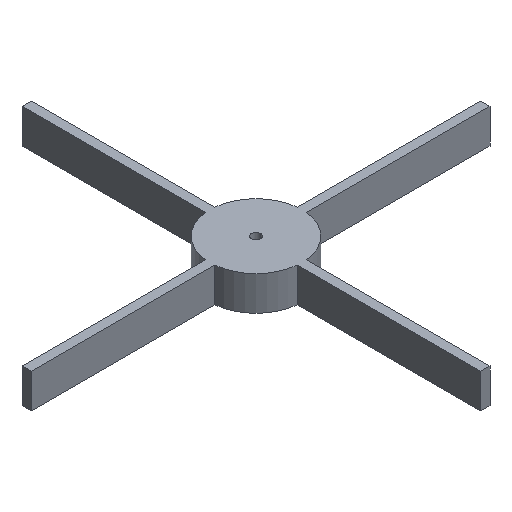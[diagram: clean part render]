
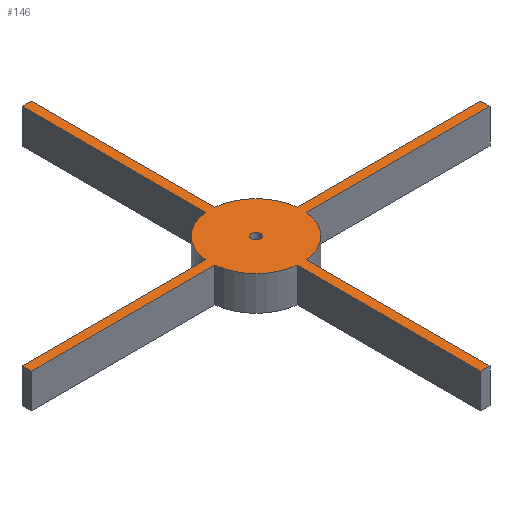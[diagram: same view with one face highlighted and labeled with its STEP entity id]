
A CAD part, isometric view. The second image highlights one B-rep face of the part: STEP entity #146.
In plain terms, the highlighted planar face has unit normal (0, 0, 1).
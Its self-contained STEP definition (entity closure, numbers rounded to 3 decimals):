
#1 = VECTOR ( 'NONE', #239, 1000. ) ;
#2 = DIRECTION ( 'NONE',  ( 0., 1., 0. ) ) ;
#5 = EDGE_CURVE ( 'NONE', #349, #223, #325, .T. ) ;
#13 = VECTOR ( 'NONE', #682, 1000. ) ;
#21 = DIRECTION ( 'NONE',  ( 0., 0., 1. ) ) ;
#23 = EDGE_CURVE ( 'NONE', #362, #551, #547, .T. ) ;
#27 = ORIENTED_EDGE ( 'NONE', *, *, #441, .T. ) ;
#28 = LINE ( 'NONE', #451, #646 ) ;
#30 = CIRCLE ( 'NONE', #657, 20. ) ;
#32 = VERTEX_POINT ( 'NONE', #507 ) ;
#33 = CARTESIAN_POINT ( 'NONE',  ( -2., -100., 15. ) ) ;
#35 = CARTESIAN_POINT ( 'NONE',  ( -19.9, -2., 15. ) ) ;
#36 = ORIENTED_EDGE ( 'NONE', *, *, #72, .T. ) ;
#43 = CARTESIAN_POINT ( 'NONE',  ( -2., -100., 15. ) ) ;
#47 = LINE ( 'NONE', #43, #431 ) ;
#49 = CARTESIAN_POINT ( 'NONE',  ( 19.9, 2., 15. ) ) ;
#50 = VERTEX_POINT ( 'NONE', #128 ) ;
#60 = CARTESIAN_POINT ( 'NONE',  ( -100., 2., 15. ) ) ;
#63 = AXIS2_PLACEMENT_3D ( 'NONE', #236, #665, #678 ) ;
#67 = ORIENTED_EDGE ( 'NONE', *, *, #685, .T. ) ;
#72 = EDGE_CURVE ( 'NONE', #680, #439, #448, .T. ) ;
#78 = CARTESIAN_POINT ( 'NONE',  ( 100., -2., 15. ) ) ;
#81 = CARTESIAN_POINT ( 'NONE',  ( -2., 0., 15. ) ) ;
#91 = PLANE ( 'NONE',  #213 ) ;
#97 = CARTESIAN_POINT ( 'NONE',  ( -19.9, 2., 15. ) ) ;
#100 = EDGE_CURVE ( 'NONE', #589, #349, #346, .T. ) ;
#104 = AXIS2_PLACEMENT_3D ( 'NONE', #374, #582, #640 ) ;
#105 = DIRECTION ( 'NONE',  ( 0., -1., 0. ) ) ;
#117 = DIRECTION ( 'NONE',  ( 1., 0., 0. ) ) ;
#119 = AXIS2_PLACEMENT_3D ( 'NONE', #510, #250, #394 ) ;
#128 = CARTESIAN_POINT ( 'NONE',  ( 2., 0., 15. ) ) ;
#129 = EDGE_CURVE ( 'NONE', #136, #631, #28, .T. ) ;
#130 = CARTESIAN_POINT ( 'NONE',  ( 0., 0., 15. ) ) ;
#131 = VERTEX_POINT ( 'NONE', #296 ) ;
#136 = VERTEX_POINT ( 'NONE', #495 ) ;
#137 = DIRECTION ( 'NONE',  ( 1., 0., 0. ) ) ;
#141 = CARTESIAN_POINT ( 'NONE',  ( 100., 2., 15. ) ) ;
#142 = ORIENTED_EDGE ( 'NONE', *, *, #372, .T. ) ;
#146 = ADVANCED_FACE ( 'NONE', ( #398, #401 ), #91, .T. ) ;
#149 = ORIENTED_EDGE ( 'NONE', *, *, #170, .F. ) ;
#160 = EDGE_LOOP ( 'NONE', ( #633, #149 ) ) ;
#163 = VERTEX_POINT ( 'NONE', #258 ) ;
#170 = EDGE_CURVE ( 'NONE', #558, #50, #474, .T. ) ;
#171 = CARTESIAN_POINT ( 'NONE',  ( -100., -2., 15. ) ) ;
#183 = ORIENTED_EDGE ( 'NONE', *, *, #231, .T. ) ;
#187 = ORIENTED_EDGE ( 'NONE', *, *, #5, .T. ) ;
#189 = DIRECTION ( 'NONE',  ( -1., 0., 0. ) ) ;
#204 = CIRCLE ( 'NONE', #104, 20. ) ;
#205 = CARTESIAN_POINT ( 'NONE',  ( -2., 100., 15. ) ) ;
#208 = EDGE_CURVE ( 'NONE', #439, #589, #47, .T. ) ;
#213 = AXIS2_PLACEMENT_3D ( 'NONE', #316, #357, #464 ) ;
#223 = VERTEX_POINT ( 'NONE', #563 ) ;
#228 = ORIENTED_EDGE ( 'NONE', *, *, #275, .T. ) ;
#231 = EDGE_CURVE ( 'NONE', #131, #136, #459, .T. ) ;
#234 = CARTESIAN_POINT ( 'NONE',  ( -2., -19.9, 15. ) ) ;
#236 = CARTESIAN_POINT ( 'NONE',  ( 0., 0., 15. ) ) ;
#239 = DIRECTION ( 'NONE',  ( 1., 0., 0. ) ) ;
#241 = ORIENTED_EDGE ( 'NONE', *, *, #391, .T. ) ;
#245 = VERTEX_POINT ( 'NONE', #97 ) ;
#249 = ORIENTED_EDGE ( 'NONE', *, *, #208, .T. ) ;
#250 = DIRECTION ( 'NONE',  ( 0., 0., 1. ) ) ;
#258 = CARTESIAN_POINT ( 'NONE',  ( -100., -2., 15. ) ) ;
#274 = DIRECTION ( 'NONE',  ( 0., 0., 1. ) ) ;
#275 = EDGE_CURVE ( 'NONE', #652, #131, #204, .T. ) ;
#277 = VECTOR ( 'NONE', #434, 1000. ) ;
#279 = VECTOR ( 'NONE', #565, 1000. ) ;
#283 = ORIENTED_EDGE ( 'NONE', *, *, #23, .T. ) ;
#286 = VERTEX_POINT ( 'NONE', #60 ) ;
#296 = CARTESIAN_POINT ( 'NONE',  ( 2., 19.9, 15. ) ) ;
#300 = CARTESIAN_POINT ( 'NONE',  ( -19.9, -2., 15. ) ) ;
#316 = CARTESIAN_POINT ( 'NONE',  ( 0., 0., 15. ) ) ;
#322 = CARTESIAN_POINT ( 'NONE',  ( 2., -100., 15. ) ) ;
#325 = LINE ( 'NONE', #478, #480 ) ;
#337 = CARTESIAN_POINT ( 'NONE',  ( 100., 2., 15. ) ) ;
#344 = CARTESIAN_POINT ( 'NONE',  ( 100., -2., 15. ) ) ;
#346 = LINE ( 'NONE', #33, #626 ) ;
#349 = VERTEX_POINT ( 'NONE', #322 ) ;
#351 = EDGE_CURVE ( 'NONE', #286, #163, #423, .T. ) ;
#355 = DIRECTION ( 'NONE',  ( -1., 0., 0. ) ) ;
#356 = ORIENTED_EDGE ( 'NONE', *, *, #489, .T. ) ;
#357 = DIRECTION ( 'NONE',  ( 0., 0., 1. ) ) ;
#358 = CARTESIAN_POINT ( 'NONE',  ( -19.9, 2., 15. ) ) ;
#362 = VERTEX_POINT ( 'NONE', #530 ) ;
#372 = EDGE_CURVE ( 'NONE', #32, #245, #572, .T. ) ;
#374 = CARTESIAN_POINT ( 'NONE',  ( 0., 0., 15. ) ) ;
#382 = CARTESIAN_POINT ( 'NONE',  ( -2., 19.9, 15. ) ) ;
#384 = AXIS2_PLACEMENT_3D ( 'NONE', #429, #274, #117 ) ;
#386 = CARTESIAN_POINT ( 'NONE',  ( 0., 0., 15. ) ) ;
#391 = EDGE_CURVE ( 'NONE', #631, #32, #479, .T. ) ;
#392 = DIRECTION ( 'NONE',  ( 1., 0., 0. ) ) ;
#394 = DIRECTION ( 'NONE',  ( 1., 0., 0. ) ) ;
#398 = FACE_BOUND ( 'NONE', #160, .T. ) ;
#401 = FACE_OUTER_BOUND ( 'NONE', #623, .T. ) ;
#406 = ORIENTED_EDGE ( 'NONE', *, *, #129, .T. ) ;
#413 = LINE ( 'NONE', #358, #279 ) ;
#417 = VECTOR ( 'NONE', #598, 1000. ) ;
#423 = LINE ( 'NONE', #171, #277 ) ;
#429 = CARTESIAN_POINT ( 'NONE',  ( 0., 0., 15. ) ) ;
#431 = VECTOR ( 'NONE', #105, 1000. ) ;
#432 = DIRECTION ( 'NONE',  ( 0., -1., 0. ) ) ;
#434 = DIRECTION ( 'NONE',  ( 0., -1., 0. ) ) ;
#439 = VERTEX_POINT ( 'NONE', #234 ) ;
#441 = EDGE_CURVE ( 'NONE', #223, #362, #30, .T. ) ;
#443 = DIRECTION ( 'NONE',  ( 1., 0., 0. ) ) ;
#448 = CIRCLE ( 'NONE', #119, 20. ) ;
#451 = CARTESIAN_POINT ( 'NONE',  ( -2., 100., 15. ) ) ;
#459 = LINE ( 'NONE', #671, #13 ) ;
#460 = CARTESIAN_POINT ( 'NONE',  ( -2., -100., 15. ) ) ;
#464 = DIRECTION ( 'NONE',  ( 1., 0., 0. ) ) ;
#469 = VERTEX_POINT ( 'NONE', #337 ) ;
#472 = DIRECTION ( 'NONE',  ( 0., 1., 0. ) ) ;
#474 = CIRCLE ( 'NONE', #63, 2. ) ;
#478 = CARTESIAN_POINT ( 'NONE',  ( 2., -100., 15. ) ) ;
#479 = LINE ( 'NONE', #382, #483 ) ;
#480 = VECTOR ( 'NONE', #2, 1000. ) ;
#483 = VECTOR ( 'NONE', #432, 1000. ) ;
#485 = VECTOR ( 'NONE', #472, 1000. ) ;
#489 = EDGE_CURVE ( 'NONE', #163, #680, #651, .T. ) ;
#492 = EDGE_CURVE ( 'NONE', #50, #558, #595, .T. ) ;
#495 = CARTESIAN_POINT ( 'NONE',  ( 2., 100., 15. ) ) ;
#506 = AXIS2_PLACEMENT_3D ( 'NONE', #386, #542, #392 ) ;
#507 = CARTESIAN_POINT ( 'NONE',  ( -2., 19.9, 15. ) ) ;
#509 = ORIENTED_EDGE ( 'NONE', *, *, #615, .T. ) ;
#510 = CARTESIAN_POINT ( 'NONE',  ( 0., 0., 15. ) ) ;
#524 = LINE ( 'NONE', #669, #485 ) ;
#529 = ORIENTED_EDGE ( 'NONE', *, *, #100, .T. ) ;
#530 = CARTESIAN_POINT ( 'NONE',  ( 19.9, -2., 15. ) ) ;
#542 = DIRECTION ( 'NONE',  ( 0., 0., 1. ) ) ;
#547 = LINE ( 'NONE', #78, #1 ) ;
#548 = VECTOR ( 'NONE', #355, 1000. ) ;
#551 = VERTEX_POINT ( 'NONE', #344 ) ;
#554 = ORIENTED_EDGE ( 'NONE', *, *, #637, .T. ) ;
#558 = VERTEX_POINT ( 'NONE', #81 ) ;
#563 = CARTESIAN_POINT ( 'NONE',  ( 2., -19.9, 15. ) ) ;
#565 = DIRECTION ( 'NONE',  ( -1., 0., 0. ) ) ;
#572 = CIRCLE ( 'NONE', #384, 20. ) ;
#582 = DIRECTION ( 'NONE',  ( 0., 0., 1. ) ) ;
#589 = VERTEX_POINT ( 'NONE', #460 ) ;
#595 = CIRCLE ( 'NONE', #506, 2. ) ;
#598 = DIRECTION ( 'NONE',  ( 1., 0., 0. ) ) ;
#615 = EDGE_CURVE ( 'NONE', #245, #286, #413, .T. ) ;
#622 = LINE ( 'NONE', #141, #548 ) ;
#623 = EDGE_LOOP ( 'NONE', ( #406, #241, #142, #509, #630, #356, #36, #249, #529, #187, #27, #283, #554, #67, #228, #183 ) ) ;
#626 = VECTOR ( 'NONE', #137, 1000. ) ;
#630 = ORIENTED_EDGE ( 'NONE', *, *, #351, .T. ) ;
#631 = VERTEX_POINT ( 'NONE', #205 ) ;
#633 = ORIENTED_EDGE ( 'NONE', *, *, #492, .F. ) ;
#637 = EDGE_CURVE ( 'NONE', #551, #469, #524, .T. ) ;
#640 = DIRECTION ( 'NONE',  ( 1., 0., 0. ) ) ;
#646 = VECTOR ( 'NONE', #189, 1000. ) ;
#651 = LINE ( 'NONE', #300, #417 ) ;
#652 = VERTEX_POINT ( 'NONE', #49 ) ;
#657 = AXIS2_PLACEMENT_3D ( 'NONE', #130, #21, #443 ) ;
#665 = DIRECTION ( 'NONE',  ( 0., 0., 1. ) ) ;
#669 = CARTESIAN_POINT ( 'NONE',  ( 100., -2., 15. ) ) ;
#671 = CARTESIAN_POINT ( 'NONE',  ( 2., 19.9, 15. ) ) ;
#678 = DIRECTION ( 'NONE',  ( 1., 0., 0. ) ) ;
#680 = VERTEX_POINT ( 'NONE', #35 ) ;
#682 = DIRECTION ( 'NONE',  ( 0., 1., 0. ) ) ;
#685 = EDGE_CURVE ( 'NONE', #469, #652, #622, .T. ) ;
